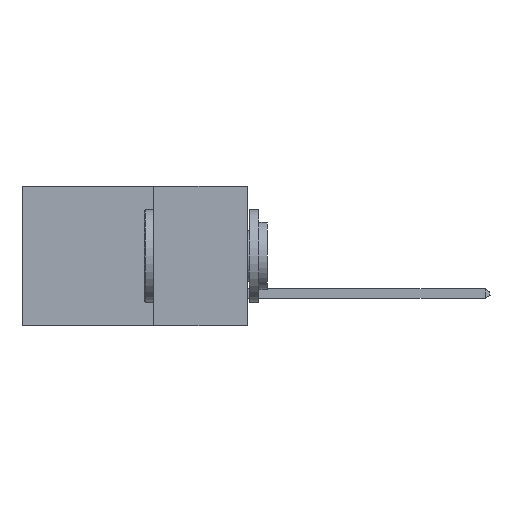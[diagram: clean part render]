
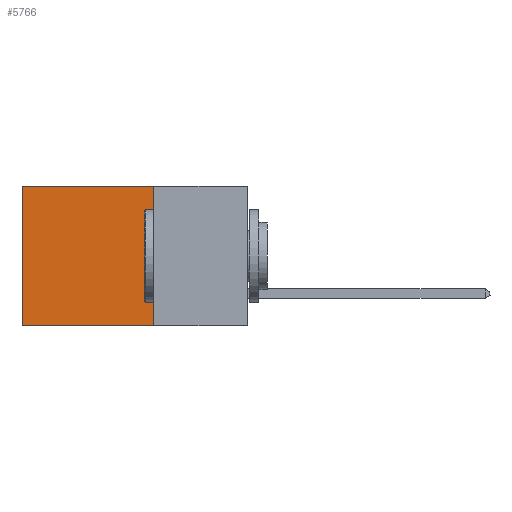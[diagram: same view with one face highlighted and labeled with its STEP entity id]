
A CAD part, left-side view. The second image highlights one B-rep face of the part: STEP entity #5766.
In plain terms, the highlighted planar face has unit normal (-1, 0, 0).
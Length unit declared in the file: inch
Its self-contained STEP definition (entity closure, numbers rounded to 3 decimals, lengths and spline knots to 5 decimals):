
#28 = VECTOR ( 'NONE', #18985, 39.37008 ) ;
#1225 = ORIENTED_EDGE ( 'NONE', *, *, #10707, .F. ) ;
#1468 = EDGE_LOOP ( 'NONE', ( #4241, #11078, #1225, #13363 ) ) ;
#1537 = CARTESIAN_POINT ( 'NONE',  ( 0.298, 0.25, 0. ) ) ;
#3980 = DIRECTION ( 'NONE',  ( 0., 1., 0. ) ) ;
#4241 = ORIENTED_EDGE ( 'NONE', *, *, #13892, .T. ) ;
#4360 = DIRECTION ( 'NONE',  ( 0., 0., -1. ) ) ;
#4708 = LINE ( 'NONE', #6704, #28 ) ;
#5133 = DIRECTION ( 'NONE',  ( 0., 0., -1. ) ) ;
#5204 = VERTEX_POINT ( 'NONE', #6349 ) ;
#5766 = ADVANCED_FACE ( 'NONE', ( #11111 ), #10129, .F. ) ;
#6346 = EDGE_CURVE ( 'NONE', #9255, #13285, #20689, .T. ) ;
#6349 = CARTESIAN_POINT ( 'NONE',  ( 0.298, 0.6, -0.37 ) ) ;
#6704 = CARTESIAN_POINT ( 'NONE',  ( 0.298, 0.25, 0. ) ) ;
#6885 = VERTEX_POINT ( 'NONE', #13937 ) ;
#7934 = DIRECTION ( 'NONE',  ( 0., 1., 0. ) ) ;
#8060 = CARTESIAN_POINT ( 'NONE',  ( 0.298, 0.25, 0. ) ) ;
#9214 = CARTESIAN_POINT ( 'NONE',  ( 0.298, 0.25, -0.37 ) ) ;
#9255 = VERTEX_POINT ( 'NONE', #8060 ) ;
#10129 = PLANE ( 'NONE',  #14032 ) ;
#10419 = DIRECTION ( 'NONE',  ( 1., 0., 0. ) ) ;
#10707 = EDGE_CURVE ( 'NONE', #9255, #6885, #4708, .T. ) ;
#11078 = ORIENTED_EDGE ( 'NONE', *, *, #22413, .F. ) ;
#11084 = LINE ( 'NONE', #13089, #21221 ) ;
#11111 = FACE_OUTER_BOUND ( 'NONE', #1468, .T. ) ;
#13089 = CARTESIAN_POINT ( 'NONE',  ( 0.298, 0.6, 0. ) ) ;
#13285 = VERTEX_POINT ( 'NONE', #19432 ) ;
#13363 = ORIENTED_EDGE ( 'NONE', *, *, #6346, .T. ) ;
#13892 = EDGE_CURVE ( 'NONE', #13285, #5204, #11084, .T. ) ;
#13937 = CARTESIAN_POINT ( 'NONE',  ( 0.298, 0.25, -0.37 ) ) ;
#14032 = AXIS2_PLACEMENT_3D ( 'NONE', #1537, #10419, #5133 ) ;
#15216 = VECTOR ( 'NONE', #7934, 39.37008 ) ;
#18745 = LINE ( 'NONE', #9214, #20353 ) ;
#18985 = DIRECTION ( 'NONE',  ( 0., 0., -1. ) ) ;
#19432 = CARTESIAN_POINT ( 'NONE',  ( 0.298, 0.6, 0. ) ) ;
#20259 = CARTESIAN_POINT ( 'NONE',  ( 0.298, 0.25, 0. ) ) ;
#20353 = VECTOR ( 'NONE', #3980, 39.37008 ) ;
#20689 = LINE ( 'NONE', #20259, #15216 ) ;
#21221 = VECTOR ( 'NONE', #4360, 39.37008 ) ;
#22413 = EDGE_CURVE ( 'NONE', #6885, #5204, #18745, .T. ) ;
